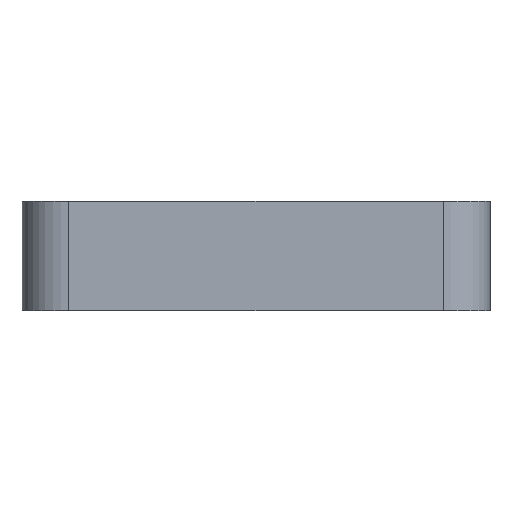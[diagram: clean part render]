
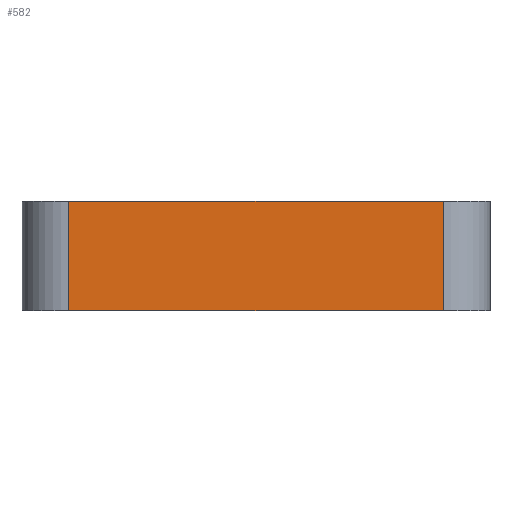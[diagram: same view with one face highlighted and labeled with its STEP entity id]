
A CAD part, front view. The second image highlights one B-rep face of the part: STEP entity #582.
In plain terms, the highlighted planar face has unit normal (0, -1, 0).
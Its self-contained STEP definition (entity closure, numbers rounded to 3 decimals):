
#32 = PLANE('',#33);
#33 = AXIS2_PLACEMENT_3D('',#34,#35,#36);
#34 = CARTESIAN_POINT('',(-3.,-3.,7.));
#35 = DIRECTION('',(0.,0.,1.));
#36 = DIRECTION('',(1.,0.,0.));
#57 = VERTEX_POINT('',#58);
#58 = CARTESIAN_POINT('',(0.,-3.,7.));
#73 = CYLINDRICAL_SURFACE('',#74,3.);
#74 = AXIS2_PLACEMENT_3D('',#75,#76,#77);
#75 = CARTESIAN_POINT('',(0.,0.,0.));
#76 = DIRECTION('',(0.,0.,1.));
#77 = DIRECTION('',(-1.,0.,0.));
#85 = EDGE_CURVE('',#57,#86,#88,.T.);
#86 = VERTEX_POINT('',#87);
#87 = CARTESIAN_POINT('',(24.,-3.,7.));
#88 = SURFACE_CURVE('',#89,(#93,#100),.PCURVE_S1.);
#89 = LINE('',#90,#91);
#90 = CARTESIAN_POINT('',(-3.,-3.,7.));
#91 = VECTOR('',#92,1.);
#92 = DIRECTION('',(1.,0.,0.));
#93 = PCURVE('',#32,#94);
#94 = DEFINITIONAL_REPRESENTATION('',(#95),#99);
#95 = LINE('',#96,#97);
#96 = CARTESIAN_POINT('',(0.,0.));
#97 = VECTOR('',#98,1.);
#98 = DIRECTION('',(1.,0.));
#99 = ( GEOMETRIC_REPRESENTATION_CONTEXT(2) 
PARAMETRIC_REPRESENTATION_CONTEXT() REPRESENTATION_CONTEXT('2D SPACE',''
  ) );
#100 = PCURVE('',#101,#106);
#101 = PLANE('',#102);
#102 = AXIS2_PLACEMENT_3D('',#103,#104,#105);
#103 = CARTESIAN_POINT('',(-3.,-3.,0.));
#104 = DIRECTION('',(0.,1.,0.));
#105 = DIRECTION('',(0.,0.,1.));
#106 = DEFINITIONAL_REPRESENTATION('',(#107),#111);
#107 = LINE('',#108,#109);
#108 = CARTESIAN_POINT('',(7.,0.));
#109 = VECTOR('',#110,1.);
#110 = DIRECTION('',(0.,1.));
#111 = ( GEOMETRIC_REPRESENTATION_CONTEXT(2) 
PARAMETRIC_REPRESENTATION_CONTEXT() REPRESENTATION_CONTEXT('2D SPACE',''
  ) );
#130 = CYLINDRICAL_SURFACE('',#131,3.);
#131 = AXIS2_PLACEMENT_3D('',#132,#133,#134);
#132 = CARTESIAN_POINT('',(24.,0.,0.));
#133 = DIRECTION('',(0.,0.,1.));
#134 = DIRECTION('',(0.,-1.,0.));
#446 = PLANE('',#447);
#447 = AXIS2_PLACEMENT_3D('',#448,#449,#450);
#448 = CARTESIAN_POINT('',(-3.,-3.,0.));
#449 = DIRECTION('',(0.,0.,1.));
#450 = DIRECTION('',(1.,0.,0.));
#483 = VERTEX_POINT('',#484);
#484 = CARTESIAN_POINT('',(0.,-3.,0.));
#506 = EDGE_CURVE('',#483,#57,#507,.T.);
#507 = SURFACE_CURVE('',#508,(#512,#519),.PCURVE_S1.);
#508 = LINE('',#509,#510);
#509 = CARTESIAN_POINT('',(0.,-3.,0.));
#510 = VECTOR('',#511,1.);
#511 = DIRECTION('',(0.,0.,1.));
#512 = PCURVE('',#73,#513);
#513 = DEFINITIONAL_REPRESENTATION('',(#514),#518);
#514 = LINE('',#515,#516);
#515 = CARTESIAN_POINT('',(1.571,0.));
#516 = VECTOR('',#517,1.);
#517 = DIRECTION('',(0.,1.));
#518 = ( GEOMETRIC_REPRESENTATION_CONTEXT(2) 
PARAMETRIC_REPRESENTATION_CONTEXT() REPRESENTATION_CONTEXT('2D SPACE',''
  ) );
#519 = PCURVE('',#101,#520);
#520 = DEFINITIONAL_REPRESENTATION('',(#521),#525);
#521 = LINE('',#522,#523);
#522 = CARTESIAN_POINT('',(0.,3.));
#523 = VECTOR('',#524,1.);
#524 = DIRECTION('',(1.,0.));
#525 = ( GEOMETRIC_REPRESENTATION_CONTEXT(2) 
PARAMETRIC_REPRESENTATION_CONTEXT() REPRESENTATION_CONTEXT('2D SPACE',''
  ) );
#582 = ADVANCED_FACE('',(#583),#101,.F.);
#583 = FACE_BOUND('',#584,.F.);
#584 = EDGE_LOOP('',(#585,#608,#609,#610));
#585 = ORIENTED_EDGE('',*,*,#586,.F.);
#586 = EDGE_CURVE('',#483,#587,#589,.T.);
#587 = VERTEX_POINT('',#588);
#588 = CARTESIAN_POINT('',(24.,-3.,0.));
#589 = SURFACE_CURVE('',#590,(#594,#601),.PCURVE_S1.);
#590 = LINE('',#591,#592);
#591 = CARTESIAN_POINT('',(-3.,-3.,0.));
#592 = VECTOR('',#593,1.);
#593 = DIRECTION('',(1.,0.,0.));
#594 = PCURVE('',#101,#595);
#595 = DEFINITIONAL_REPRESENTATION('',(#596),#600);
#596 = LINE('',#597,#598);
#597 = CARTESIAN_POINT('',(0.,0.));
#598 = VECTOR('',#599,1.);
#599 = DIRECTION('',(0.,1.));
#600 = ( GEOMETRIC_REPRESENTATION_CONTEXT(2) 
PARAMETRIC_REPRESENTATION_CONTEXT() REPRESENTATION_CONTEXT('2D SPACE',''
  ) );
#601 = PCURVE('',#446,#602);
#602 = DEFINITIONAL_REPRESENTATION('',(#603),#607);
#603 = LINE('',#604,#605);
#604 = CARTESIAN_POINT('',(0.,0.));
#605 = VECTOR('',#606,1.);
#606 = DIRECTION('',(1.,0.));
#607 = ( GEOMETRIC_REPRESENTATION_CONTEXT(2) 
PARAMETRIC_REPRESENTATION_CONTEXT() REPRESENTATION_CONTEXT('2D SPACE',''
  ) );
#608 = ORIENTED_EDGE('',*,*,#506,.T.);
#609 = ORIENTED_EDGE('',*,*,#85,.T.);
#610 = ORIENTED_EDGE('',*,*,#611,.F.);
#611 = EDGE_CURVE('',#587,#86,#612,.T.);
#612 = SURFACE_CURVE('',#613,(#617,#624),.PCURVE_S1.);
#613 = LINE('',#614,#615);
#614 = CARTESIAN_POINT('',(24.,-3.,0.));
#615 = VECTOR('',#616,1.);
#616 = DIRECTION('',(0.,0.,1.));
#617 = PCURVE('',#101,#618);
#618 = DEFINITIONAL_REPRESENTATION('',(#619),#623);
#619 = LINE('',#620,#621);
#620 = CARTESIAN_POINT('',(0.,27.));
#621 = VECTOR('',#622,1.);
#622 = DIRECTION('',(1.,0.));
#623 = ( GEOMETRIC_REPRESENTATION_CONTEXT(2) 
PARAMETRIC_REPRESENTATION_CONTEXT() REPRESENTATION_CONTEXT('2D SPACE',''
  ) );
#624 = PCURVE('',#130,#625);
#625 = DEFINITIONAL_REPRESENTATION('',(#626),#630);
#626 = LINE('',#627,#628);
#627 = CARTESIAN_POINT('',(0.,0.));
#628 = VECTOR('',#629,1.);
#629 = DIRECTION('',(0.,1.));
#630 = ( GEOMETRIC_REPRESENTATION_CONTEXT(2) 
PARAMETRIC_REPRESENTATION_CONTEXT() REPRESENTATION_CONTEXT('2D SPACE',''
  ) );
